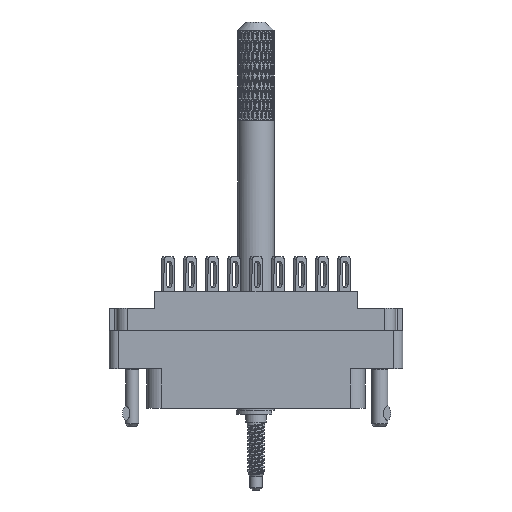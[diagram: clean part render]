
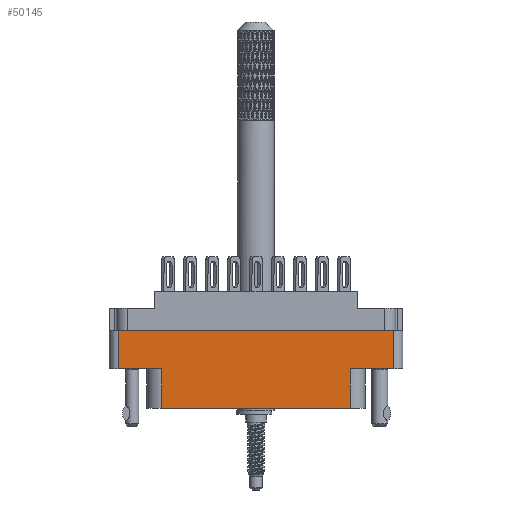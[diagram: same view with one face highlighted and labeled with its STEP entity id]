
A CAD part, front view. The second image highlights one B-rep face of the part: STEP entity #50145.
In plain terms, the highlighted planar face has unit normal (0, -1, 0).
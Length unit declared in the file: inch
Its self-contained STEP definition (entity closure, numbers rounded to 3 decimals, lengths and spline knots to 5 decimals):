
#1342 = CARTESIAN_POINT ( 'NONE',  ( 0.938, -0.438, -0.268 ) ) ;
#2857 = VERTEX_POINT ( 'NONE', #75193 ) ;
#3001 = CARTESIAN_POINT ( 'NONE',  ( 0.938, -0.438, -0.798 ) ) ;
#3058 = VERTEX_POINT ( 'NONE', #1342 ) ;
#5801 = CARTESIAN_POINT ( 'NONE',  ( -1., -0.438, -0.268 ) ) ;
#6797 = DIRECTION ( 'NONE',  ( 0., 0., 1. ) ) ;
#7572 = DIRECTION ( 'NONE',  ( 0., 0., -1. ) ) ;
#9192 = CARTESIAN_POINT ( 'NONE',  ( -0.644, -0.438, -0.529 ) ) ;
#15455 = ORIENTED_EDGE ( 'NONE', *, *, #42258, .F. ) ;
#17603 = ORIENTED_EDGE ( 'NONE', *, *, #72511, .T. ) ;
#18339 = EDGE_CURVE ( 'NONE', #41803, #84417, #53324, .T. ) ;
#18617 = EDGE_CURVE ( 'NONE', #84417, #2857, #38522, .T. ) ;
#19244 = ORIENTED_EDGE ( 'NONE', *, *, #91811, .T. ) ;
#20525 = CARTESIAN_POINT ( 'NONE',  ( 0., -0.438, -0.529 ) ) ;
#21514 = VECTOR ( 'NONE', #111094, 39.37008 ) ;
#25590 = VECTOR ( 'NONE', #108605, 39.37008 ) ;
#27083 = CARTESIAN_POINT ( 'NONE',  ( 0.938, -0.438, -0.529 ) ) ;
#28608 = CARTESIAN_POINT ( 'NONE',  ( -0.938, -0.438, -0.529 ) ) ;
#29202 = EDGE_CURVE ( 'NONE', #61756, #49472, #31241, .T. ) ;
#29501 = ORIENTED_EDGE ( 'NONE', *, *, #97152, .T. ) ;
#31241 = LINE ( 'NONE', #9192, #90444 ) ;
#33120 = ORIENTED_EDGE ( 'NONE', *, *, #18339, .F. ) ;
#34849 = DIRECTION ( 'NONE',  ( 0., 0., -1. ) ) ;
#36568 = DIRECTION ( 'NONE',  ( 0., 0., 1. ) ) ;
#37249 = VERTEX_POINT ( 'NONE', #39804 ) ;
#37899 = ORIENTED_EDGE ( 'NONE', *, *, #29202, .T. ) ;
#38522 = LINE ( 'NONE', #90020, #42572 ) ;
#39804 = CARTESIAN_POINT ( 'NONE',  ( -0.938, -0.438, -0.268 ) ) ;
#39847 = VECTOR ( 'NONE', #49529, 39.37008 ) ;
#41803 = VERTEX_POINT ( 'NONE', #27083 ) ;
#42258 = EDGE_CURVE ( 'NONE', #37249, #3058, #71287, .T. ) ;
#42572 = VECTOR ( 'NONE', #71941, 39.37008 ) ;
#45745 = VERTEX_POINT ( 'NONE', #28608 ) ;
#48788 = CARTESIAN_POINT ( 'NONE',  ( 0., -0.438, -0.529 ) ) ;
#49472 = VERTEX_POINT ( 'NONE', #80848 ) ;
#49529 = DIRECTION ( 'NONE',  ( -1., 0., 0. ) ) ;
#50145 = ADVANCED_FACE ( 'NONE', ( #90295 ), #100974, .T. ) ;
#50840 = CARTESIAN_POINT ( 'NONE',  ( -0.938, -0.438, -0.798 ) ) ;
#53324 = LINE ( 'NONE', #48788, #39847 ) ;
#55586 = ORIENTED_EDGE ( 'NONE', *, *, #81911, .F. ) ;
#56959 = VECTOR ( 'NONE', #6797, 39.37008 ) ;
#57929 = LINE ( 'NONE', #50840, #21514 ) ;
#58276 = LINE ( 'NONE', #111140, #56959 ) ;
#58812 = DIRECTION ( 'NONE',  ( 0., -1., 0. ) ) ;
#58899 = LINE ( 'NONE', #3001, #61601 ) ;
#59584 = CARTESIAN_POINT ( 'NONE',  ( -0.938, -0.438, -0.798 ) ) ;
#61601 = VECTOR ( 'NONE', #36568, 39.37008 ) ;
#61612 = VECTOR ( 'NONE', #62678, 39.37008 ) ;
#61756 = VERTEX_POINT ( 'NONE', #105842 ) ;
#62678 = DIRECTION ( 'NONE',  ( 1., 0., 0. ) ) ;
#71287 = LINE ( 'NONE', #5801, #25590 ) ;
#71941 = DIRECTION ( 'NONE',  ( 0., 0., -1. ) ) ;
#72511 = EDGE_CURVE ( 'NONE', #49472, #2857, #57929, .T. ) ;
#75193 = CARTESIAN_POINT ( 'NONE',  ( 0.644, -0.438, -0.798 ) ) ;
#80444 = EDGE_LOOP ( 'NONE', ( #37899, #17603, #106156, #33120, #29501, #15455, #55586, #19244 ) ) ;
#80848 = CARTESIAN_POINT ( 'NONE',  ( -0.644, -0.438, -0.798 ) ) ;
#81911 = EDGE_CURVE ( 'NONE', #45745, #37249, #58276, .T. ) ;
#84417 = VERTEX_POINT ( 'NONE', #98249 ) ;
#90020 = CARTESIAN_POINT ( 'NONE',  ( 0.644, -0.438, -0.529 ) ) ;
#90295 = FACE_OUTER_BOUND ( 'NONE', #80444, .T. ) ;
#90444 = VECTOR ( 'NONE', #34849, 39.37008 ) ;
#91811 = EDGE_CURVE ( 'NONE', #45745, #61756, #106118, .T. ) ;
#97152 = EDGE_CURVE ( 'NONE', #41803, #3058, #58899, .T. ) ;
#98249 = CARTESIAN_POINT ( 'NONE',  ( 0.644, -0.438, -0.529 ) ) ;
#100974 = PLANE ( 'NONE',  #106501 ) ;
#105842 = CARTESIAN_POINT ( 'NONE',  ( -0.644, -0.438, -0.529 ) ) ;
#106118 = LINE ( 'NONE', #20525, #61612 ) ;
#106156 = ORIENTED_EDGE ( 'NONE', *, *, #18617, .F. ) ;
#106501 = AXIS2_PLACEMENT_3D ( 'NONE', #59584, #58812, #7572 ) ;
#108605 = DIRECTION ( 'NONE',  ( 1., 0., 0. ) ) ;
#111094 = DIRECTION ( 'NONE',  ( 1., 0., 0. ) ) ;
#111140 = CARTESIAN_POINT ( 'NONE',  ( -0.938, -0.438, -0.798 ) ) ;
